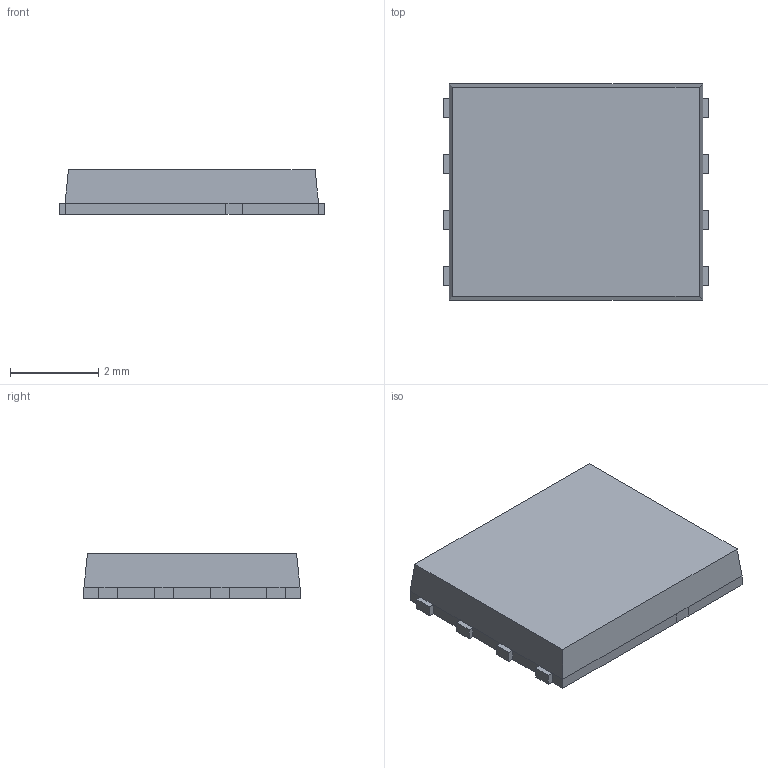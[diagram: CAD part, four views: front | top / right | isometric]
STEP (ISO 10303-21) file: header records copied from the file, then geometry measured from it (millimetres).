
FILE_DESCRIPTION( ( '' ), ' ' );
FILE_NAME( '5b361ef04eae790fa30f3233.step', '2018-06-29T11:58:41', ( '' ), ( '' ), ' ', ' ', ' ' );
FILE_SCHEMA( ( 'AUTOMOTIVE_DESIGN { 1 0 10303 214 1 1 1 1 }' ) );
Length unit declared in the file: metre
Products named in the file (6): Part 6; Part 5; Part 4; Part 3; Part 2; Part 1
Bounding box: 6 x 4.9 x 1 mm (x, y, z)
Volume: 27.7 mm3; surface area: 120.5 mm2
Topology: 6 solids, 6 shells, 110 faces, 270 edges, 172 vertices
Faces by surface type: plane 110
Entity records: 4088 total; most frequent: CARTESIAN_POINT 558, ORIENTED_EDGE 540, DIRECTION 502, EDGE_CURVE 270, LINE 270, VECTOR 270, VERTEX_POINT 172, AXIS2_PLACEMENT_3D 116
